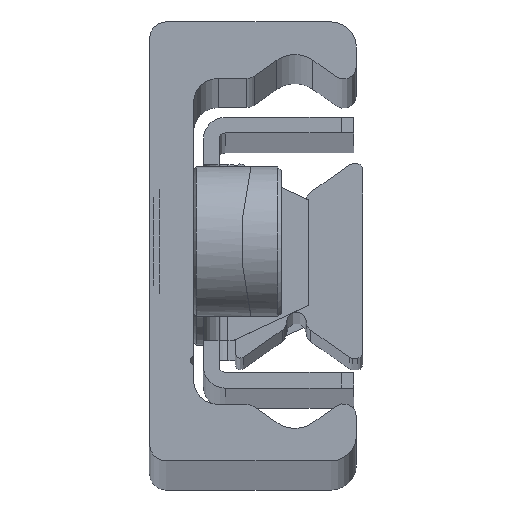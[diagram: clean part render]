
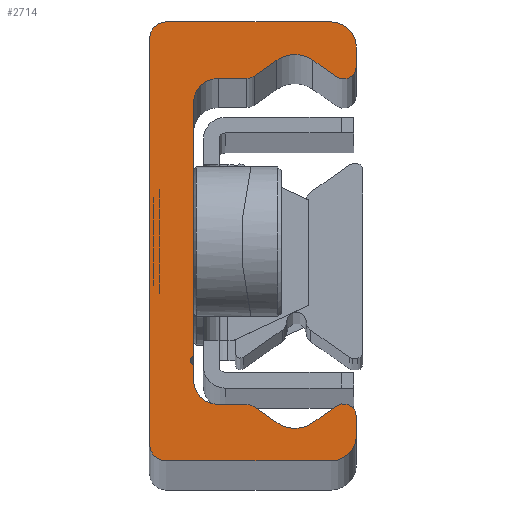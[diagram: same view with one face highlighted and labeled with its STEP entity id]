
A CAD part, top view. The second image highlights one B-rep face of the part: STEP entity #2714.
In plain terms, the highlighted planar face has unit normal (0, 0, 1).
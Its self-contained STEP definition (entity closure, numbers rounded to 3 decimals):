
#1740=CARTESIAN_POINT('',(0.0,16.2,1330.0));
#1741=VERTEX_POINT('',#1740);
#1742=CARTESIAN_POINT('',(1.3,17.5,1330.0));
#1743=VERTEX_POINT('',#1742);
#1744=CARTESIAN_POINT('',(1.3,16.2,1330.0));
#1745=DIRECTION('',(0.0,0.0,-1.0));
#1746=DIRECTION('',(0.0,-1.0,0.0));
#1747=AXIS2_PLACEMENT_3D('',#1744,#1745,#1746);
#1748=CIRCLE('',#1747,1.3);
#1749=EDGE_CURVE('',#1741,#1743,#1748,.T.);
#1782=CARTESIAN_POINT('',(14.5,17.5,1330.0));
#1783=VERTEX_POINT('',#1782);
#1784=CARTESIAN_POINT('',(1.3,17.5,1330.0));
#1785=DIRECTION('',(1.0,0.0,0.0));
#1786=VECTOR('',#1785,13.2);
#1787=LINE('',#1784,#1786);
#1788=EDGE_CURVE('',#1743,#1783,#1787,.T.);
#1813=CARTESIAN_POINT('',(16.5,15.5,1330.0));
#1814=VERTEX_POINT('',#1813);
#1815=CARTESIAN_POINT('',(14.5,15.5,1330.0));
#1816=DIRECTION('',(0.0,0.0,-1.0));
#1817=DIRECTION('',(-1.0,0.0,0.0));
#1818=AXIS2_PLACEMENT_3D('',#1815,#1816,#1817);
#1819=CIRCLE('',#1818,2.);
#1820=EDGE_CURVE('',#1783,#1814,#1819,.T.);
#1846=CARTESIAN_POINT('',(16.5,13.946,1330.0));
#1847=VERTEX_POINT('',#1846);
#1848=CARTESIAN_POINT('',(16.5,15.5,1330.0));
#1849=DIRECTION('',(0.0,-1.0,0.0));
#1850=VECTOR('',#1849,1.554);
#1851=LINE('',#1848,#1850);
#1852=EDGE_CURVE('',#1814,#1847,#1851,.T.);
#1877=CARTESIAN_POINT('',(14.926,13.127,1330.0));
#1878=VERTEX_POINT('',#1877);
#1879=CARTESIAN_POINT('',(15.5,13.946,1330.0));
#1880=DIRECTION('',(0.0,0.0,-1.0));
#1881=DIRECTION('',(0.574,0.819,0.0));
#1882=AXIS2_PLACEMENT_3D('',#1879,#1880,#1881);
#1883=CIRCLE('',#1882,1.0);
#1884=EDGE_CURVE('',#1847,#1878,#1883,.T.);
#1910=CARTESIAN_POINT('',(13.034,14.452,1330.0));
#1911=VERTEX_POINT('',#1910);
#1912=CARTESIAN_POINT('',(14.926,13.127,1330.0));
#1913=DIRECTION('',(-0.819,0.574,0.0));
#1914=VECTOR('',#1913,2.31);
#1915=LINE('',#1912,#1914);
#1916=EDGE_CURVE('',#1878,#1911,#1915,.T.);
#1941=CARTESIAN_POINT('',(10.166,14.452,1330.0));
#1942=VERTEX_POINT('',#1941);
#1943=CARTESIAN_POINT('',(11.6,12.404,1330.0));
#1944=DIRECTION('',(0.0,0.0,1.0));
#1945=DIRECTION('',(0.574,0.819,0.0));
#1946=AXIS2_PLACEMENT_3D('',#1943,#1944,#1945);
#1947=CIRCLE('',#1946,2.5);
#1948=EDGE_CURVE('',#1911,#1942,#1947,.T.);
#1974=CARTESIAN_POINT('',(8.351,13.181,1330.0));
#1975=VERTEX_POINT('',#1974);
#1976=CARTESIAN_POINT('',(10.166,14.452,1330.0));
#1977=DIRECTION('',(-0.819,-0.574,0.0));
#1978=VECTOR('',#1977,2.216);
#1979=LINE('',#1976,#1978);
#1980=EDGE_CURVE('',#1942,#1975,#1979,.T.);
#2005=CARTESIAN_POINT('',(7.777,13.,1330.0));
#2006=VERTEX_POINT('',#2005);
#2007=CARTESIAN_POINT('',(7.777,14.,1330.0));
#2008=DIRECTION('',(0.0,0.0,-1.0));
#2009=DIRECTION('',(0.0,1.0,0.0));
#2010=AXIS2_PLACEMENT_3D('',#2007,#2008,#2009);
#2011=CIRCLE('',#2010,1.);
#2012=EDGE_CURVE('',#1975,#2006,#2011,.T.);
#2038=CARTESIAN_POINT('',(5.5,13.,1330.0));
#2039=VERTEX_POINT('',#2038);
#2040=CARTESIAN_POINT('',(7.777,13.,1330.0));
#2041=DIRECTION('',(-1.0,0.0,0.0));
#2042=VECTOR('',#2041,2.277);
#2043=LINE('',#2040,#2042);
#2044=EDGE_CURVE('',#2006,#2039,#2043,.T.);
#2069=CARTESIAN_POINT('',(3.5,11.,1330.0));
#2070=VERTEX_POINT('',#2069);
#2071=CARTESIAN_POINT('',(5.5,11.,1330.0));
#2072=DIRECTION('',(0.0,0.0,1.0));
#2073=DIRECTION('',(0.0,1.0,0.0));
#2074=AXIS2_PLACEMENT_3D('',#2071,#2072,#2073);
#2075=CIRCLE('',#2074,2.0);
#2076=EDGE_CURVE('',#2039,#2070,#2075,.T.);
#2102=CARTESIAN_POINT('',(3.5,-9.067,1330.0));
#2103=VERTEX_POINT('',#2102);
#2104=CARTESIAN_POINT('',(3.5,11.,1330.0));
#2105=DIRECTION('',(0.0,-1.0,0.0));
#2106=VECTOR('',#2105,20.067);
#2107=LINE('',#2104,#2106);
#2108=EDGE_CURVE('',#2070,#2103,#2107,.T.);
#2190=CARTESIAN_POINT('',(3.5,-9.933,1330.0));
#2191=VERTEX_POINT('',#2190);
#2192=CARTESIAN_POINT('',(3.75,-9.5,1330.0));
#2193=DIRECTION('',(0.0,0.0,1.0));
#2194=DIRECTION('',(-0.5,0.866,0.0));
#2195=AXIS2_PLACEMENT_3D('',#2192,#2193,#2194);
#2196=CIRCLE('',#2195,0.5);
#2197=EDGE_CURVE('',#2103,#2191,#2196,.T.);
#2223=CARTESIAN_POINT('',(3.5,-11.,1330.0));
#2224=VERTEX_POINT('',#2223);
#2225=CARTESIAN_POINT('',(3.5,-9.933,1330.0));
#2226=DIRECTION('',(0.0,-1.0,0.0));
#2227=VECTOR('',#2226,1.067);
#2228=LINE('',#2225,#2227);
#2229=EDGE_CURVE('',#2191,#2224,#2228,.T.);
#2254=CARTESIAN_POINT('',(5.5,-13.,1330.0));
#2255=VERTEX_POINT('',#2254);
#2256=CARTESIAN_POINT('',(5.5,-11.,1330.0));
#2257=DIRECTION('',(0.0,0.0,1.0));
#2258=DIRECTION('',(-1.0,0.0,0.0));
#2259=AXIS2_PLACEMENT_3D('',#2256,#2257,#2258);
#2260=CIRCLE('',#2259,2.0);
#2261=EDGE_CURVE('',#2224,#2255,#2260,.T.);
#2287=CARTESIAN_POINT('',(7.777,-13.,1330.0));
#2288=VERTEX_POINT('',#2287);
#2289=CARTESIAN_POINT('',(5.5,-13.,1330.0));
#2290=DIRECTION('',(1.0,0.0,0.0));
#2291=VECTOR('',#2290,2.277);
#2292=LINE('',#2289,#2291);
#2293=EDGE_CURVE('',#2255,#2288,#2292,.T.);
#2318=CARTESIAN_POINT('',(8.351,-13.181,1330.0));
#2319=VERTEX_POINT('',#2318);
#2320=CARTESIAN_POINT('',(7.777,-14.0,1330.0));
#2321=DIRECTION('',(0.0,0.0,-1.0));
#2322=DIRECTION('',(-0.574,-0.819,0.0));
#2323=AXIS2_PLACEMENT_3D('',#2320,#2321,#2322);
#2324=CIRCLE('',#2323,1.);
#2325=EDGE_CURVE('',#2288,#2319,#2324,.T.);
#2351=CARTESIAN_POINT('',(10.166,-14.452,1330.0));
#2352=VERTEX_POINT('',#2351);
#2353=CARTESIAN_POINT('',(8.351,-13.181,1330.0));
#2354=DIRECTION('',(0.819,-0.574,0.0));
#2355=VECTOR('',#2354,2.216);
#2356=LINE('',#2353,#2355);
#2357=EDGE_CURVE('',#2319,#2352,#2356,.T.);
#2382=CARTESIAN_POINT('',(13.034,-14.452,1330.0));
#2383=VERTEX_POINT('',#2382);
#2384=CARTESIAN_POINT('',(11.6,-12.404,1330.0));
#2385=DIRECTION('',(0.0,0.0,1.));
#2386=DIRECTION('',(-0.574,-0.819,0.0));
#2387=AXIS2_PLACEMENT_3D('',#2384,#2385,#2386);
#2388=CIRCLE('',#2387,2.5);
#2389=EDGE_CURVE('',#2352,#2383,#2388,.T.);
#2415=CARTESIAN_POINT('',(14.926,-13.127,1330.0));
#2416=VERTEX_POINT('',#2415);
#2417=CARTESIAN_POINT('',(13.034,-14.452,1330.0));
#2418=DIRECTION('',(0.819,0.574,0.0));
#2419=VECTOR('',#2418,2.31);
#2420=LINE('',#2417,#2419);
#2421=EDGE_CURVE('',#2383,#2416,#2420,.T.);
#2446=CARTESIAN_POINT('',(16.5,-13.946,1330.0));
#2447=VERTEX_POINT('',#2446);
#2448=CARTESIAN_POINT('',(15.5,-13.946,1330.0));
#2449=DIRECTION('',(0.0,0.0,-1.0));
#2450=DIRECTION('',(-1.0,0.0,0.0));
#2451=AXIS2_PLACEMENT_3D('',#2448,#2449,#2450);
#2452=CIRCLE('',#2451,1.0);
#2453=EDGE_CURVE('',#2416,#2447,#2452,.T.);
#2479=CARTESIAN_POINT('',(16.5,-15.5,1330.0));
#2480=VERTEX_POINT('',#2479);
#2481=CARTESIAN_POINT('',(16.5,-13.946,1330.0));
#2482=DIRECTION('',(0.0,-1.0,0.0));
#2483=VECTOR('',#2482,1.554);
#2484=LINE('',#2481,#2483);
#2485=EDGE_CURVE('',#2447,#2480,#2484,.T.);
#2510=CARTESIAN_POINT('',(14.5,-17.5,1330.0));
#2511=VERTEX_POINT('',#2510);
#2512=CARTESIAN_POINT('',(14.5,-15.5,1330.0));
#2513=DIRECTION('',(0.0,0.0,-1.0));
#2514=DIRECTION('',(0.0,1.0,0.0));
#2515=AXIS2_PLACEMENT_3D('',#2512,#2513,#2514);
#2516=CIRCLE('',#2515,2.);
#2517=EDGE_CURVE('',#2480,#2511,#2516,.T.);
#2543=CARTESIAN_POINT('',(1.3,-17.5,1330.0));
#2544=VERTEX_POINT('',#2543);
#2545=CARTESIAN_POINT('',(14.5,-17.5,1330.0));
#2546=DIRECTION('',(-1.0,0.0,0.0));
#2547=VECTOR('',#2546,13.2);
#2548=LINE('',#2545,#2547);
#2549=EDGE_CURVE('',#2511,#2544,#2548,.T.);
#2574=CARTESIAN_POINT('',(0.0,-16.2,1330.0));
#2575=VERTEX_POINT('',#2574);
#2576=CARTESIAN_POINT('',(1.3,-16.2,1330.0));
#2577=DIRECTION('',(0.0,0.0,-1.0));
#2578=DIRECTION('',(1.0,0.0,0.0));
#2579=AXIS2_PLACEMENT_3D('',#2576,#2577,#2578);
#2580=CIRCLE('',#2579,1.3);
#2581=EDGE_CURVE('',#2544,#2575,#2580,.T.);
#2607=CARTESIAN_POINT('',(0.0,-16.2,1330.0));
#2608=DIRECTION('',(0.0,1.0,0.0));
#2609=VECTOR('',#2608,32.4);
#2610=LINE('',#2607,#2609);
#2611=EDGE_CURVE('',#2575,#1741,#2610,.T.);
#2681=CARTESIAN_POINT('',(5.957,-0.014,1330.0));
#2682=DIRECTION('',(0.0,0.0,1.0));
#2683=DIRECTION('',(1.0,0.0,0.0));
#2684=AXIS2_PLACEMENT_3D('',#2681,#2682,#2683);
#2685=PLANE('',#2684);
#2686=ORIENTED_EDGE('',*,*,#1749,.F.);
#2687=ORIENTED_EDGE('',*,*,#2611,.F.);
#2688=ORIENTED_EDGE('',*,*,#2581,.F.);
#2689=ORIENTED_EDGE('',*,*,#2549,.F.);
#2690=ORIENTED_EDGE('',*,*,#2517,.F.);
#2691=ORIENTED_EDGE('',*,*,#2485,.F.);
#2692=ORIENTED_EDGE('',*,*,#2453,.F.);
#2693=ORIENTED_EDGE('',*,*,#2421,.F.);
#2694=ORIENTED_EDGE('',*,*,#2389,.F.);
#2695=ORIENTED_EDGE('',*,*,#2357,.F.);
#2696=ORIENTED_EDGE('',*,*,#2325,.F.);
#2697=ORIENTED_EDGE('',*,*,#2293,.F.);
#2698=ORIENTED_EDGE('',*,*,#2261,.F.);
#2699=ORIENTED_EDGE('',*,*,#2229,.F.);
#2700=ORIENTED_EDGE('',*,*,#2197,.F.);
#2701=ORIENTED_EDGE('',*,*,#2108,.F.);
#2702=ORIENTED_EDGE('',*,*,#2076,.F.);
#2703=ORIENTED_EDGE('',*,*,#2044,.F.);
#2704=ORIENTED_EDGE('',*,*,#2012,.F.);
#2705=ORIENTED_EDGE('',*,*,#1980,.F.);
#2706=ORIENTED_EDGE('',*,*,#1948,.F.);
#2707=ORIENTED_EDGE('',*,*,#1916,.F.);
#2708=ORIENTED_EDGE('',*,*,#1884,.F.);
#2709=ORIENTED_EDGE('',*,*,#1852,.F.);
#2710=ORIENTED_EDGE('',*,*,#1820,.F.);
#2711=ORIENTED_EDGE('',*,*,#1788,.F.);
#2712=EDGE_LOOP('',(#2686,#2687,#2688,#2689,#2690,#2691,#2692,#2693,#2694,#2695,#2696,#2697,#2698,#2699,#2700,#2701,#2702,#2703,#2704,#2705,#2706,#2707,#2708,#2709,#2710,#2711));
#2713=FACE_OUTER_BOUND('',#2712,.T.);
#2714=ADVANCED_FACE('',(#2713),#2685,.T.);
